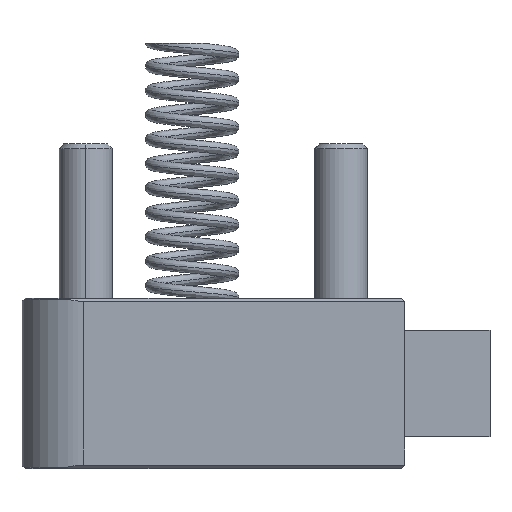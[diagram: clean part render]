
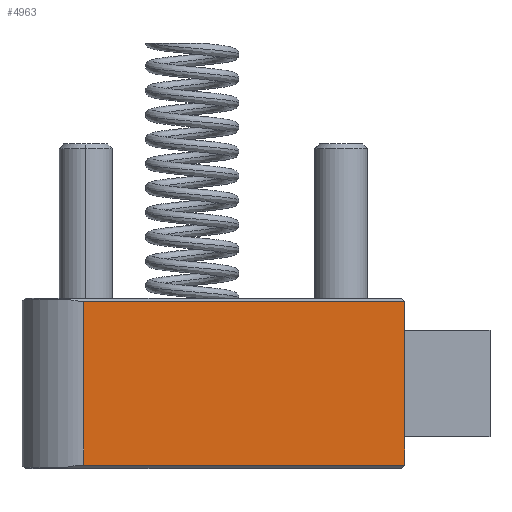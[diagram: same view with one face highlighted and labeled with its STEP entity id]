
A CAD part, top view. The second image highlights one B-rep face of the part: STEP entity #4963.
In plain terms, the highlighted face is planar.
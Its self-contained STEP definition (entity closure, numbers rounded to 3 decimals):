
#86 = ORIENTED_EDGE ( 'NONE', *, *, #2422, .T. ) ;
#473 = VERTEX_POINT ( 'NONE', #2648 ) ;
#641 = ORIENTED_EDGE ( 'NONE', *, *, #3255, .T. ) ;
#809 = CARTESIAN_POINT ( 'NONE',  ( -12.2, -18., 7.7 ) ) ;
#946 = CARTESIAN_POINT ( 'NONE',  ( -18., -18., 8. ) ) ;
#1384 = DIRECTION ( 'NONE',  ( -1., 0., 0. ) ) ;
#1615 = LINE ( 'NONE', #5498, #5051 ) ;
#2014 = VERTEX_POINT ( 'NONE', #3076 ) ;
#2022 = DIRECTION ( 'NONE',  ( 0., 0., -1. ) ) ;
#2044 = ORIENTED_EDGE ( 'NONE', *, *, #3752, .F. ) ;
#2422 = EDGE_CURVE ( 'NONE', #473, #4933, #4542, .T. ) ;
#2489 = VECTOR ( 'NONE', #5730, 1000. ) ;
#2648 = CARTESIAN_POINT ( 'NONE',  ( -12.2, -18., -7.7 ) ) ;
#3076 = CARTESIAN_POINT ( 'NONE',  ( 18., -18., 7.7 ) ) ;
#3255 = EDGE_CURVE ( 'NONE', #7238, #473, #4532, .T. ) ;
#3484 = EDGE_LOOP ( 'NONE', ( #2044, #7033, #641, #86 ) ) ;
#3579 = CARTESIAN_POINT ( 'NONE',  ( 18., -18., -7.7 ) ) ;
#3655 = VECTOR ( 'NONE', #8883, 1000. ) ;
#3752 = EDGE_CURVE ( 'NONE', #2014, #4933, #6328, .T. ) ;
#3753 = VECTOR ( 'NONE', #2022, 1000. ) ;
#3880 = EDGE_CURVE ( 'NONE', #2014, #7238, #1615, .T. ) ;
#4155 = CARTESIAN_POINT ( 'NONE',  ( -12.2, -18., 8. ) ) ;
#4462 = DIRECTION ( 'NONE',  ( -1., 0., 0. ) ) ;
#4532 = LINE ( 'NONE', #4155, #2489 ) ;
#4542 = LINE ( 'NONE', #8941, #3655 ) ;
#4933 = VERTEX_POINT ( 'NONE', #3579 ) ;
#4963 = ADVANCED_FACE ( 'NONE', ( #5682 ), #7799, .F. ) ;
#5051 = VECTOR ( 'NONE', #1384, 1000. ) ;
#5498 = CARTESIAN_POINT ( 'NONE',  ( -12.2, -18., 7.7 ) ) ;
#5682 = FACE_OUTER_BOUND ( 'NONE', #3484, .T. ) ;
#5730 = DIRECTION ( 'NONE',  ( 0., 0., -1. ) ) ;
#6328 = LINE ( 'NONE', #8277, #3753 ) ;
#7033 = ORIENTED_EDGE ( 'NONE', *, *, #3880, .T. ) ;
#7128 = AXIS2_PLACEMENT_3D ( 'NONE', #946, #7831, #4462 ) ;
#7238 = VERTEX_POINT ( 'NONE', #809 ) ;
#7799 = PLANE ( 'NONE',  #7128 ) ;
#7831 = DIRECTION ( 'NONE',  ( 0., 1., 0. ) ) ;
#8277 = CARTESIAN_POINT ( 'NONE',  ( 18., -18., 8. ) ) ;
#8883 = DIRECTION ( 'NONE',  ( 1., 0., 0. ) ) ;
#8941 = CARTESIAN_POINT ( 'NONE',  ( -18., -18., -7.7 ) ) ;
